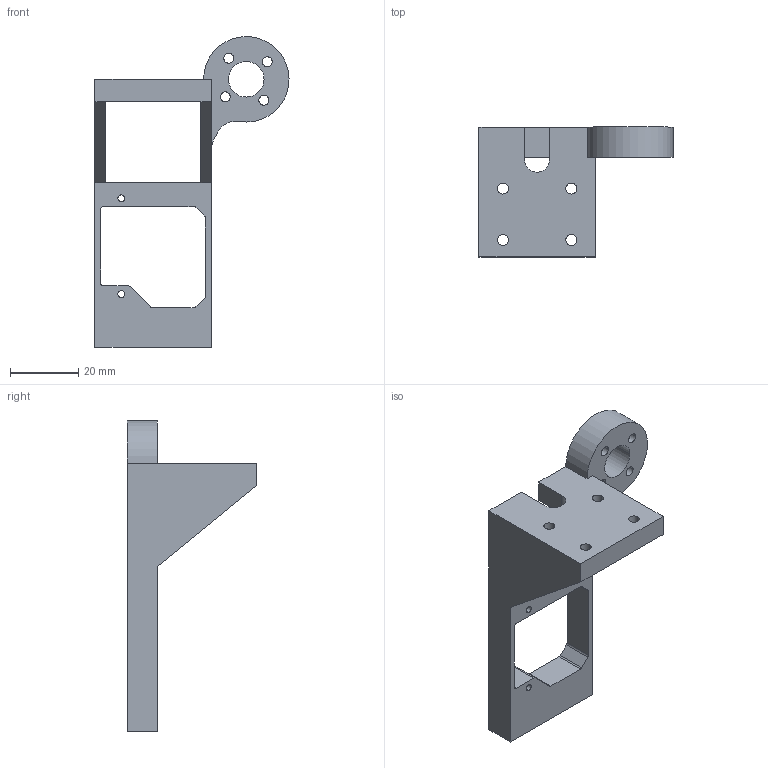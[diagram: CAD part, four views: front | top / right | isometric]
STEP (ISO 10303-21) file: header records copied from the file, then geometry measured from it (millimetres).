
FILE_DESCRIPTION (( 'STEP AP214' ), '1' );
FILE_NAME ('HA_Pebble_Wiper_V2.1.STEP', '2022-06-19T07:59:03', ( '' ), ( '' ), 'SwSTEP 2.0', 'SolidWorks 2021', '' );
FILE_SCHEMA (( 'AUTOMOTIVE_DESIGN' ));
Length unit declared in the file: millimetre
Products named in the file (1): HA_Pebble_Wiper_V2.1
Bounding box: 56.75 x 38 x 90.91 mm (x, y, z)
Volume: 20778.5 mm3; surface area: 12252.6 mm2
Topology: 1 solids, 1 shells, 67 faces, 197 edges, 130 vertices
Faces by surface type: cylinder 34, plane 33
Entity records: 2333 total; most frequent: DIRECTION 401, CARTESIAN_POINT 395, ORIENTED_EDGE 394, EDGE_CURVE 197, AXIS2_PLACEMENT_3D 136, VERTEX_POINT 130, LINE 129, VECTOR 129
